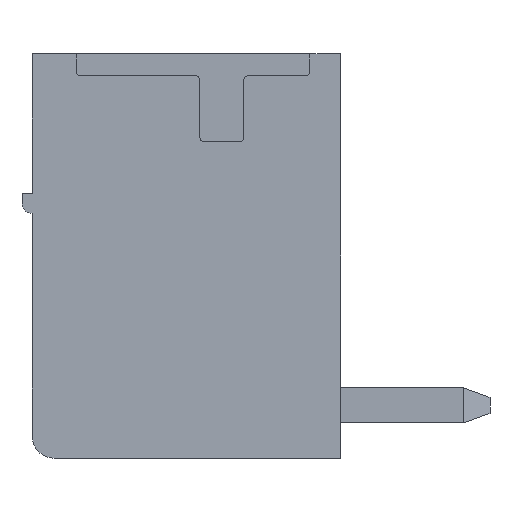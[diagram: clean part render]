
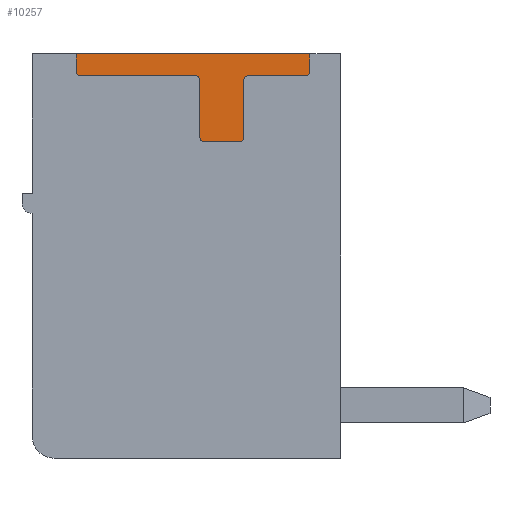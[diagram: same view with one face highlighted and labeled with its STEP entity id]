
A CAD part, left-side view. The second image highlights one B-rep face of the part: STEP entity #10257.
In plain terms, the highlighted planar face has unit normal (-1, 0, 0).
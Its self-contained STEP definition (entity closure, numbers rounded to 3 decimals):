
#206 = CIRCLE ( 'NONE', #7771, 0.1 ) ;
#222 = AXIS2_PLACEMENT_3D ( 'NONE', #3917, #3961, #10072 ) ;
#312 = ORIENTED_EDGE ( 'NONE', *, *, #9662, .T. ) ;
#344 = CARTESIAN_POINT ( 'NONE',  ( -2.6, -2.925, 4.2 ) ) ;
#355 = VERTEX_POINT ( 'NONE', #4962 ) ;
#544 = CARTESIAN_POINT ( 'NONE',  ( -2.6, -1.325, 2.6 ) ) ;
#618 = CIRCLE ( 'NONE', #4869, 0.1 ) ;
#620 = EDGE_CURVE ( 'NONE', #721, #1256, #10112, .T. ) ;
#654 = CIRCLE ( 'NONE', #2309, 0.1 ) ;
#721 = VERTEX_POINT ( 'NONE', #5325 ) ;
#894 = CARTESIAN_POINT ( 'NONE',  ( -2.6, -0.425, 2.7 ) ) ;
#1053 = VECTOR ( 'NONE', #3592, 1000. ) ;
#1189 = DIRECTION ( 'NONE',  ( 1., 0., 0. ) ) ;
#1256 = VERTEX_POINT ( 'NONE', #8577 ) ;
#1332 = CARTESIAN_POINT ( 'NONE',  ( -2.6, -2.825, 4.2 ) ) ;
#1341 = ORIENTED_EDGE ( 'NONE', *, *, #7789, .T. ) ;
#1477 = VERTEX_POINT ( 'NONE', #344 ) ;
#1578 = DIRECTION ( 'NONE',  ( 1., 0., 0. ) ) ;
#1726 = CIRCLE ( 'NONE', #10000, 0.1 ) ;
#1782 = CARTESIAN_POINT ( 'NONE',  ( -2.6, -1.525, 4.1 ) ) ;
#1941 = DIRECTION ( 'NONE',  ( 0., 0., -1. ) ) ;
#2064 = EDGE_CURVE ( 'NONE', #4212, #11108, #206, .T. ) ;
#2096 = CIRCLE ( 'NONE', #222, 0.1 ) ;
#2243 = VERTEX_POINT ( 'NONE', #6944 ) ;
#2309 = AXIS2_PLACEMENT_3D ( 'NONE', #6779, #1578, #4191 ) ;
#2330 = AXIS2_PLACEMENT_3D ( 'NONE', #5411, #8925, #5477 ) ;
#2497 = CARTESIAN_POINT ( 'NONE',  ( -2.6, -0.525, 2.6 ) ) ;
#2731 = VERTEX_POINT ( 'NONE', #2860 ) ;
#2854 = EDGE_CURVE ( 'NONE', #6405, #721, #5230, .T. ) ;
#2860 = CARTESIAN_POINT ( 'NONE',  ( -2.6, -0.425, 4. ) ) ;
#3029 = ORIENTED_EDGE ( 'NONE', *, *, #2854, .T. ) ;
#3044 = DIRECTION ( 'NONE',  ( 0., 1., 0. ) ) ;
#3236 = EDGE_LOOP ( 'NONE', ( #3029, #5009, #9601, #9087, #312, #11238, #7156, #11086, #5419, #11229, #6814, #1341, #10060, #10885 ) ) ;
#3367 = CARTESIAN_POINT ( 'NONE',  ( -2.6, -1.525, 4.1 ) ) ;
#3381 = EDGE_CURVE ( 'NONE', #4488, #355, #2096, .T. ) ;
#3385 = DIRECTION ( 'NONE',  ( 0., -1., 0. ) ) ;
#3448 = DIRECTION ( 'NONE',  ( 0., -1., 0. ) ) ;
#3536 = EDGE_CURVE ( 'NONE', #355, #10265, #10495, .T. ) ;
#3592 = DIRECTION ( 'NONE',  ( 0., 0., -1. ) ) ;
#3654 = CARTESIAN_POINT ( 'NONE',  ( -2.6, -0.325, 4. ) ) ;
#3835 = DIRECTION ( 'NONE',  ( 0., 0., 1. ) ) ;
#3866 = FACE_OUTER_BOUND ( 'NONE', #3236, .T. ) ;
#3917 = CARTESIAN_POINT ( 'NONE',  ( -2.6, -1.325, 2.7 ) ) ;
#3941 = LINE ( 'NONE', #1782, #10579 ) ;
#3948 = DIRECTION ( 'NONE',  ( 0., 0., 1. ) ) ;
#3959 = DIRECTION ( 'NONE',  ( 0., 0., -1. ) ) ;
#3961 = DIRECTION ( 'NONE',  ( -1., 0., 0. ) ) ;
#3986 = DIRECTION ( 'NONE',  ( 0., 0., 1. ) ) ;
#3995 = VECTOR ( 'NONE', #4135, 1000. ) ;
#4135 = DIRECTION ( 'NONE',  ( 0., 0., 1. ) ) ;
#4191 = DIRECTION ( 'NONE',  ( 0., 0., -1. ) ) ;
#4212 = VERTEX_POINT ( 'NONE', #894 ) ;
#4488 = VERTEX_POINT ( 'NONE', #544 ) ;
#4517 = CARTESIAN_POINT ( 'NONE',  ( -2.6, 2.395, 4.6 ) ) ;
#4548 = EDGE_CURVE ( 'NONE', #2731, #4212, #10462, .T. ) ;
#4607 = CARTESIAN_POINT ( 'NONE',  ( -2.6, -2.825, 4.1 ) ) ;
#4631 = VECTOR ( 'NONE', #3959, 1000. ) ;
#4652 = DIRECTION ( 'NONE',  ( 0., 0., 1. ) ) ;
#4869 = AXIS2_PLACEMENT_3D ( 'NONE', #6485, #9005, #3835 ) ;
#4901 = VERTEX_POINT ( 'NONE', #4607 ) ;
#4962 = CARTESIAN_POINT ( 'NONE',  ( -2.6, -1.425, 2.7 ) ) ;
#5009 = ORIENTED_EDGE ( 'NONE', *, *, #620, .T. ) ;
#5230 = LINE ( 'NONE', #10815, #10783 ) ;
#5283 = DIRECTION ( 'NONE',  ( 0., -1., 0. ) ) ;
#5325 = CARTESIAN_POINT ( 'NONE',  ( -2.6, 2.395, 4.6 ) ) ;
#5411 = CARTESIAN_POINT ( 'NONE',  ( -2.6, 2.295, 4.2 ) ) ;
#5419 = ORIENTED_EDGE ( 'NONE', *, *, #3381, .T. ) ;
#5477 = DIRECTION ( 'NONE',  ( 0., 0., 1. ) ) ;
#5755 = VERTEX_POINT ( 'NONE', #3367 ) ;
#5759 = DIRECTION ( 'NONE',  ( -1., 0., 0. ) ) ;
#5765 = VERTEX_POINT ( 'NONE', #10655 ) ;
#6057 = CARTESIAN_POINT ( 'NONE',  ( -2.6, -0.525, 2.6 ) ) ;
#6085 = LINE ( 'NONE', #6151, #6353 ) ;
#6151 = CARTESIAN_POINT ( 'NONE',  ( -2.6, 2.295, 4.1 ) ) ;
#6197 = EDGE_CURVE ( 'NONE', #11108, #4488, #6786, .T. ) ;
#6278 = CARTESIAN_POINT ( 'NONE',  ( -2.6, -2.925, 4.6 ) ) ;
#6353 = VECTOR ( 'NONE', #5283, 1000. ) ;
#6405 = VERTEX_POINT ( 'NONE', #6278 ) ;
#6485 = CARTESIAN_POINT ( 'NONE',  ( -2.6, 2.295, 4.2 ) ) ;
#6659 = CARTESIAN_POINT ( 'NONE',  ( -2.6, -1.425, 2.7 ) ) ;
#6779 = CARTESIAN_POINT ( 'NONE',  ( -2.6, -1.525, 4. ) ) ;
#6786 = LINE ( 'NONE', #2497, #8266 ) ;
#6814 = ORIENTED_EDGE ( 'NONE', *, *, #8836, .T. ) ;
#6944 = CARTESIAN_POINT ( 'NONE',  ( -2.6, 2.295, 4.1 ) ) ;
#7156 = ORIENTED_EDGE ( 'NONE', *, *, #2064, .T. ) ;
#7771 = AXIS2_PLACEMENT_3D ( 'NONE', #8335, #5759, #3986 ) ;
#7789 = EDGE_CURVE ( 'NONE', #5755, #4901, #3941, .T. ) ;
#8038 = CARTESIAN_POINT ( 'NONE',  ( -2.6, -2.925, 4.2 ) ) ;
#8082 = CIRCLE ( 'NONE', #8987, 0.1 ) ;
#8260 = DIRECTION ( 'NONE',  ( -1., 0., 0. ) ) ;
#8266 = VECTOR ( 'NONE', #3385, 1000. ) ;
#8335 = CARTESIAN_POINT ( 'NONE',  ( -2.6, -0.525, 2.7 ) ) ;
#8423 = EDGE_CURVE ( 'NONE', #2243, #5765, #6085, .T. ) ;
#8577 = CARTESIAN_POINT ( 'NONE',  ( -2.6, 2.395, 4.2 ) ) ;
#8836 = EDGE_CURVE ( 'NONE', #10265, #5755, #654, .T. ) ;
#8925 = DIRECTION ( 'NONE',  ( -1., 0., 0. ) ) ;
#8987 = AXIS2_PLACEMENT_3D ( 'NONE', #3654, #1189, #1941 ) ;
#9005 = DIRECTION ( 'NONE',  ( -1., 0., 0. ) ) ;
#9087 = ORIENTED_EDGE ( 'NONE', *, *, #8423, .T. ) ;
#9601 = ORIENTED_EDGE ( 'NONE', *, *, #10859, .T. ) ;
#9662 = EDGE_CURVE ( 'NONE', #5765, #2731, #8082, .T. ) ;
#9876 = EDGE_CURVE ( 'NONE', #4901, #1477, #1726, .T. ) ;
#10000 = AXIS2_PLACEMENT_3D ( 'NONE', #1332, #8260, #3948 ) ;
#10043 = CARTESIAN_POINT ( 'NONE',  ( -2.6, -1.425, 4. ) ) ;
#10060 = ORIENTED_EDGE ( 'NONE', *, *, #9876, .T. ) ;
#10072 = DIRECTION ( 'NONE',  ( 0., 0., 1. ) ) ;
#10094 = LINE ( 'NONE', #8038, #10919 ) ;
#10112 = LINE ( 'NONE', #4517, #1053 ) ;
#10114 = CARTESIAN_POINT ( 'NONE',  ( -2.6, -0.425, 4. ) ) ;
#10257 = ADVANCED_FACE ( 'NONE', ( #3866 ), #10675, .T. ) ;
#10265 = VERTEX_POINT ( 'NONE', #10043 ) ;
#10462 = LINE ( 'NONE', #10114, #4631 ) ;
#10495 = LINE ( 'NONE', #6659, #3995 ) ;
#10579 = VECTOR ( 'NONE', #3448, 1000. ) ;
#10655 = CARTESIAN_POINT ( 'NONE',  ( -2.6, -0.325, 4.1 ) ) ;
#10675 = PLANE ( 'NONE',  #2330 ) ;
#10783 = VECTOR ( 'NONE', #3044, 1000. ) ;
#10815 = CARTESIAN_POINT ( 'NONE',  ( -2.6, -2.925, 4.6 ) ) ;
#10838 = EDGE_CURVE ( 'NONE', #1477, #6405, #10094, .T. ) ;
#10859 = EDGE_CURVE ( 'NONE', #1256, #2243, #618, .T. ) ;
#10885 = ORIENTED_EDGE ( 'NONE', *, *, #10838, .T. ) ;
#10919 = VECTOR ( 'NONE', #4652, 1000. ) ;
#11086 = ORIENTED_EDGE ( 'NONE', *, *, #6197, .T. ) ;
#11108 = VERTEX_POINT ( 'NONE', #6057 ) ;
#11229 = ORIENTED_EDGE ( 'NONE', *, *, #3536, .T. ) ;
#11238 = ORIENTED_EDGE ( 'NONE', *, *, #4548, .T. ) ;
